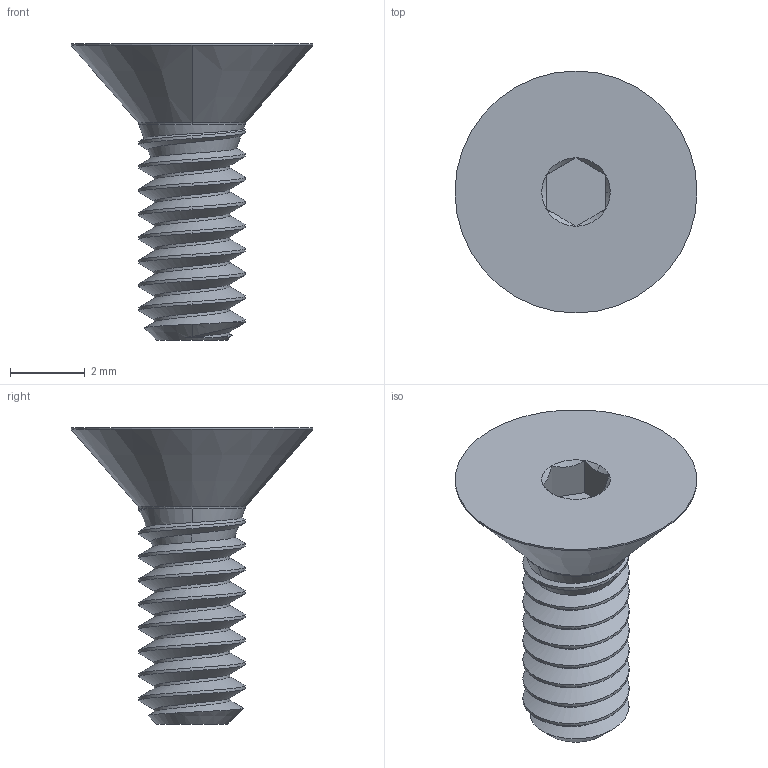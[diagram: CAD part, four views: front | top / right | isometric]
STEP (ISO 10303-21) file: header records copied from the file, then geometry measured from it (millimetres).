
FILE_DESCRIPTION (( 'STEP AP203' ), '1' );
FILE_NAME ('92210A107_18-8 Stainless Steel Hex Drive Flat Head Screw.STEP', '2022-08-30T19:36:46', ( 'Administrator' ), ( 'Managed by Terraform' ), 'SwSTEP 2.0', 'SolidWorks 2017', '' );
FILE_SCHEMA (( 'CONFIG_CONTROL_DESIGN' ));
Length unit declared in the file: inch
Products named in the file (1): 92210A107_18-8 Stainless Steel Hex Drive Flat Head Screw
Bounding box: 6.48 x 6.48 x 7.94 mm (x, y, z)
Volume: 64 mm3; surface area: 156.7 mm2
Topology: 1 solids, 1 shells, 52 faces, 128 edges, 79 vertices
Faces by surface type: cylinder 20, cone 18, plane 9, bspline 3, torus 2
Entity records: 2930 total; most frequent: CARTESIAN_POINT 1780, ORIENTED_EDGE 256, DIRECTION 190, EDGE_CURVE 128, VERTEX_POINT 79, AXIS2_PLACEMENT_3D 74, EDGE_LOOP 53, ADVANCED_FACE 52
